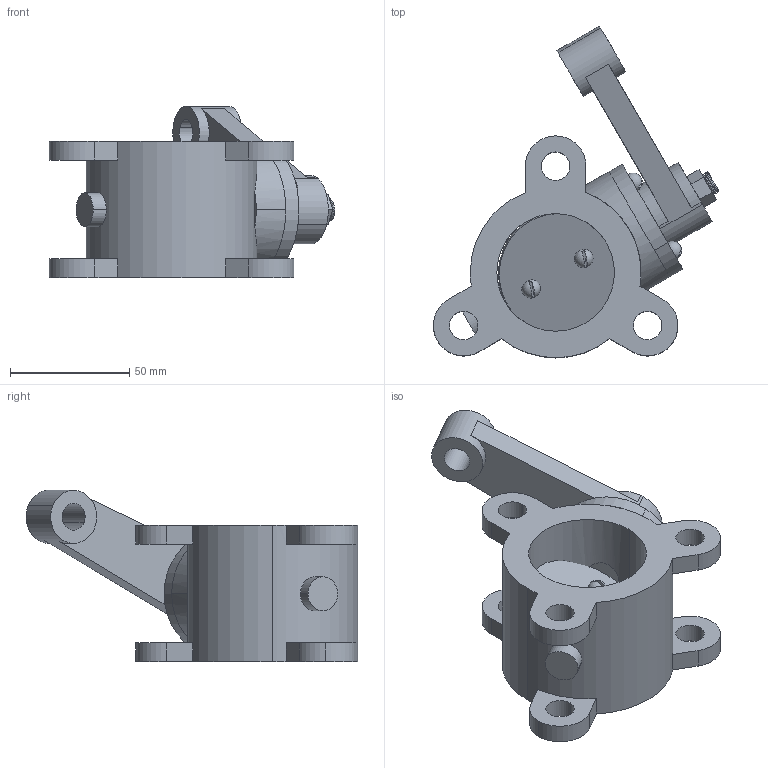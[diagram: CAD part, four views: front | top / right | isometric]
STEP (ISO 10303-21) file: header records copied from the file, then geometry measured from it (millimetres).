
FILE_DESCRIPTION (( 'STEP AP214' ), '1' );
FILE_NAME ('Buuterfly valve.STEP', '2014-11-15T12:56:31', ( '' ), ( '' ), 'SwSTEP 2.0', 'SolidWorks 2013', '' );
FILE_SCHEMA (( 'AUTOMOTIVE_DESIGN' ));
Length unit declared in the file: inch
Products named in the file (10): Shaft; Plate; Buuterfly valve; Nults; Arm; woodruff keyway; 10-32 bolt; Retainer; Body; 4-48 bolt
Assembly tree (12 placements, depth 2):
  Buuterfly valve
    Plate
    Shaft
    4-48 bolt  x2
    Body
    Retainer
    10-32 bolt  x3
    woodruff keyway
    Arm
    Nults
Bounding box: 119.42 x 138.84 x 71.67 mm (x, y, z)
Volume: 209890.9 mm3; surface area: 66304.3 mm2
Topology: 13 solids, 13 shells, 630 faces, 1774 edges, 1183 vertices
Faces by surface type: cylinder 487, plane 107, bspline 31, sphere 5
Entity records: 29045 total; most frequent: CARTESIAN_POINT 18255, ORIENTED_EDGE 2586, DIRECTION 1781, EDGE_CURVE 1293, VERTEX_POINT 862, AXIS2_PLACEMENT_3D 657, EDGE_LOOP 513, LINE 467
